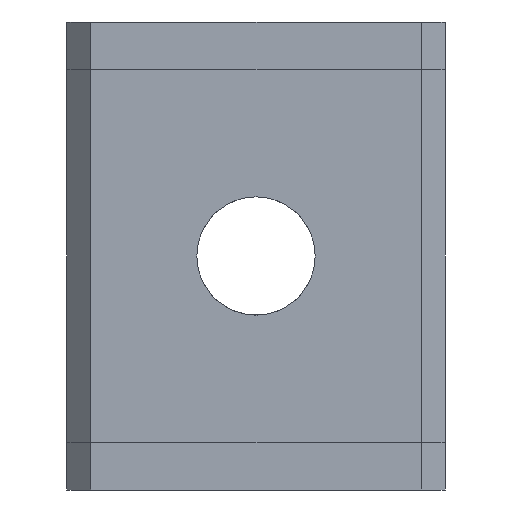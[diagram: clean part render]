
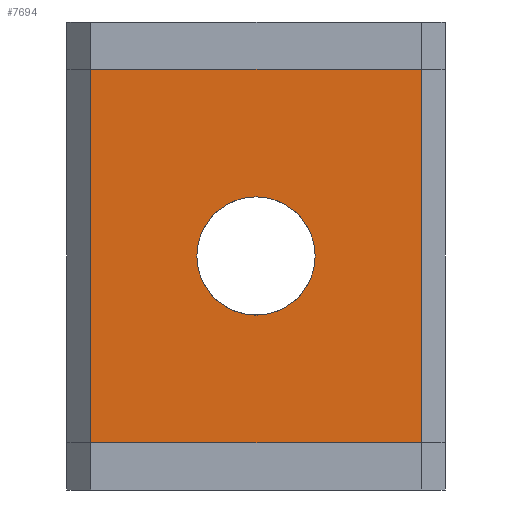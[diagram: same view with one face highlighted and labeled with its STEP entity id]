
A CAD part, left-side view. The second image highlights one B-rep face of the part: STEP entity #7694.
In plain terms, the highlighted planar face has unit normal (-1, 0, 0).
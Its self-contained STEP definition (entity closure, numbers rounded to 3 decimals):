
#14 = ORIENTED_EDGE ( 'NONE', *, *, #4608, .T. ) ;
#128 = DIRECTION ( 'NONE',  ( -1., 0., 0. ) ) ;
#153 = CARTESIAN_POINT ( 'NONE',  ( -25., 0., 0. ) ) ;
#309 = ORIENTED_EDGE ( 'NONE', *, *, #3362, .F. ) ;
#321 = ORIENTED_EDGE ( 'NONE', *, *, #1384, .F. ) ;
#482 = AXIS2_PLACEMENT_3D ( 'NONE', #5664, #128, #7466 ) ;
#516 = CARTESIAN_POINT ( 'NONE',  ( -25., 0., -15.8 ) ) ;
#679 = DIRECTION ( 'NONE',  ( -1., 0., 0. ) ) ;
#916 = CARTESIAN_POINT ( 'NONE',  ( -25., -5., 0. ) ) ;
#1082 = DIRECTION ( 'NONE',  ( 0., 0., 1. ) ) ;
#1199 = DIRECTION ( 'NONE',  ( 0., 0., -1. ) ) ;
#1251 = CARTESIAN_POINT ( 'NONE',  ( -25., -14., 0. ) ) ;
#1359 = EDGE_LOOP ( 'NONE', ( #14, #1584, #5318, #2557 ) ) ;
#1384 = EDGE_CURVE ( 'NONE', #2051, #3778, #5935, .T. ) ;
#1584 = ORIENTED_EDGE ( 'NONE', *, *, #6563, .T. ) ;
#1649 = EDGE_CURVE ( 'NONE', #5838, #3514, #5592, .T. ) ;
#1817 = EDGE_LOOP ( 'NONE', ( #321, #309 ) ) ;
#1945 = LINE ( 'NONE', #516, #7287 ) ;
#1991 = CARTESIAN_POINT ( 'NONE',  ( -25., 14., -15.8 ) ) ;
#2051 = VERTEX_POINT ( 'NONE', #6707 ) ;
#2557 = ORIENTED_EDGE ( 'NONE', *, *, #1649, .T. ) ;
#2775 = LINE ( 'NONE', #5232, #4506 ) ;
#2816 = FACE_BOUND ( 'NONE', #1817, .T. ) ;
#2856 = CARTESIAN_POINT ( 'NONE',  ( -25., 0., 0. ) ) ;
#3163 = DIRECTION ( 'NONE',  ( 0., 1., 0. ) ) ;
#3362 = EDGE_CURVE ( 'NONE', #3778, #2051, #5991, .T. ) ;
#3500 = FACE_OUTER_BOUND ( 'NONE', #1359, .T. ) ;
#3514 = VERTEX_POINT ( 'NONE', #7373 ) ;
#3778 = VERTEX_POINT ( 'NONE', #916 ) ;
#4282 = VERTEX_POINT ( 'NONE', #7691 ) ;
#4506 = VECTOR ( 'NONE', #1199, 1000. ) ;
#4608 = EDGE_CURVE ( 'NONE', #3514, #4282, #7189, .T. ) ;
#5232 = CARTESIAN_POINT ( 'NONE',  ( -25., 14., 0. ) ) ;
#5318 = ORIENTED_EDGE ( 'NONE', *, *, #6903, .T. ) ;
#5330 = DIRECTION ( 'NONE',  ( 0., -1., 0. ) ) ;
#5424 = VECTOR ( 'NONE', #7354, 1000. ) ;
#5502 = VECTOR ( 'NONE', #7112, 1000. ) ;
#5503 = VERTEX_POINT ( 'NONE', #1991 ) ;
#5524 = CARTESIAN_POINT ( 'NONE',  ( -25., -14., -15.8 ) ) ;
#5592 = LINE ( 'NONE', #1251, #5424 ) ;
#5664 = CARTESIAN_POINT ( 'NONE',  ( -25., 0., 0. ) ) ;
#5838 = VERTEX_POINT ( 'NONE', #5524 ) ;
#5861 = AXIS2_PLACEMENT_3D ( 'NONE', #2856, #6432, #1082 ) ;
#5935 = CIRCLE ( 'NONE', #7213, 5. ) ;
#5991 = CIRCLE ( 'NONE', #482, 5. ) ;
#6432 = DIRECTION ( 'NONE',  ( -1., 0., 0. ) ) ;
#6563 = EDGE_CURVE ( 'NONE', #4282, #5503, #2775, .T. ) ;
#6619 = CARTESIAN_POINT ( 'NONE',  ( -25., 0., 15.8 ) ) ;
#6707 = CARTESIAN_POINT ( 'NONE',  ( -25., 5., 0. ) ) ;
#6903 = EDGE_CURVE ( 'NONE', #5503, #5838, #1945, .T. ) ;
#7112 = DIRECTION ( 'NONE',  ( 0., 1., 0. ) ) ;
#7115 = PLANE ( 'NONE',  #5861 ) ;
#7189 = LINE ( 'NONE', #6619, #5502 ) ;
#7213 = AXIS2_PLACEMENT_3D ( 'NONE', #153, #679, #3163 ) ;
#7287 = VECTOR ( 'NONE', #5330, 1000. ) ;
#7354 = DIRECTION ( 'NONE',  ( 0., 0., 1. ) ) ;
#7373 = CARTESIAN_POINT ( 'NONE',  ( -25., -14., 15.8 ) ) ;
#7466 = DIRECTION ( 'NONE',  ( 0., 1., 0. ) ) ;
#7691 = CARTESIAN_POINT ( 'NONE',  ( -25., 14., 15.8 ) ) ;
#7694 = ADVANCED_FACE ( 'NONE', ( #2816, #3500 ), #7115, .T. ) ;
